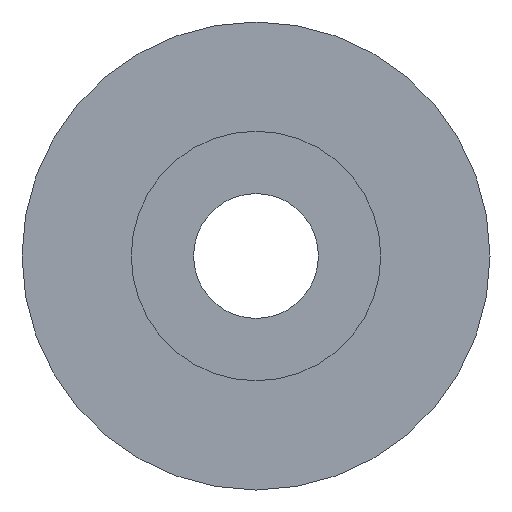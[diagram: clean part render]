
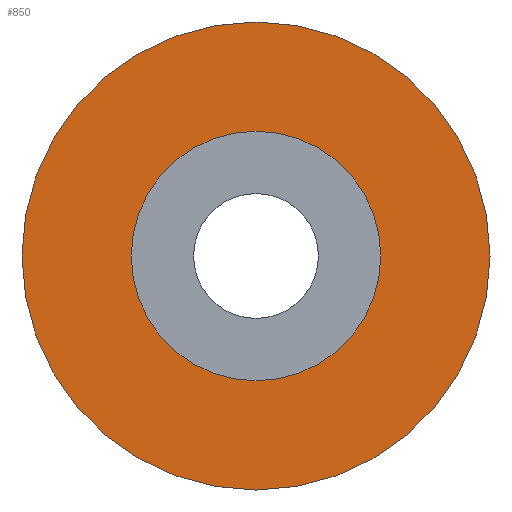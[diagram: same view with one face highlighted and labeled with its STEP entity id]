
A CAD part, left-side view. The second image highlights one B-rep face of the part: STEP entity #850.
In plain terms, the highlighted face is planar.
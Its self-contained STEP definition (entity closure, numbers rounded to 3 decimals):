
#727=CARTESIAN_POINT('',(0.,0.,0.35));
#728=DIRECTION('',(0.,0.,1.));
#729=DIRECTION('',(0.,1.,0.));
#730=AXIS2_PLACEMENT_3D('',#727,#728,#729);
#735=CARTESIAN_POINT('',(0.,0.,0.35));
#736=DIRECTION('',(0.,0.,-1.));
#737=DIRECTION('',(0.,1.,0.));
#738=AXIS2_PLACEMENT_3D('',#735,#736,#737);
#743=CARTESIAN_POINT('',(0.,0.,0.35));
#744=DIRECTION('',(0.,0.,-1.));
#745=DIRECTION('',(0.,1.,0.));
#746=AXIS2_PLACEMENT_3D('',#743,#744,#745);
#765=CARTESIAN_POINT('',(0.,0.,0.35));
#766=DIRECTION('',(0.,0.,1.));
#767=DIRECTION('',(0.,1.,0.));
#768=AXIS2_PLACEMENT_3D('',#765,#766,#767);
#774=CARTESIAN_POINT('',(0.,15.,0.35));
#776=VERTEX_POINT('',#774);
#777=CARTESIAN_POINT('',(0.,8.,0.35));
#779=VERTEX_POINT('',#777);
#782=CARTESIAN_POINT('',(0.,-15.,0.35));
#784=VERTEX_POINT('',#782);
#785=CARTESIAN_POINT('',(0.,-8.,0.35));
#787=VERTEX_POINT('',#785);
#835=CARTESIAN_POINT('',(0.,0.,0.35));
#836=DIRECTION('',(0.,0.,-1.));
#837=DIRECTION('',(0.,-1.,0.));
#838=AXIS2_PLACEMENT_3D('',#835,#836,#837);
#839=PLANE('',#838);
#840=ORIENTED_EDGE('',*,*,#828,.F.);
#841=ORIENTED_EDGE('',*,*,#817,.T.);
#842=EDGE_LOOP('',(#840,#841));
#843=FACE_OUTER_BOUND('',#842,.F.);
#845=ORIENTED_EDGE('',*,*,#844,.F.);
#847=ORIENTED_EDGE('',*,*,#846,.T.);
#848=EDGE_LOOP('',(#845,#847));
#849=FACE_BOUND('',#848,.F.);
#731=CIRCLE('',#730,15.);
#739=CIRCLE('',#738,15.);
#747=CIRCLE('',#746,8.);
#769=CIRCLE('',#768,8.);
#817=EDGE_CURVE('',#776,#784,#739,.T.);
#828=EDGE_CURVE('',#776,#784,#731,.T.);
#844=EDGE_CURVE('',#779,#787,#747,.T.);
#846=EDGE_CURVE('',#779,#787,#769,.T.);
#850=ADVANCED_FACE('',(#843,#849),#839,.F.);
